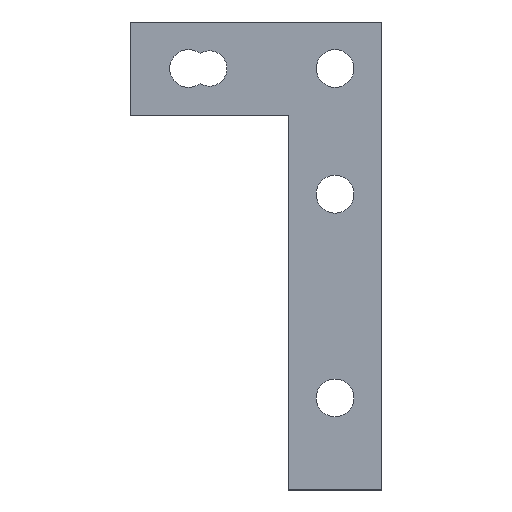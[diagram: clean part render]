
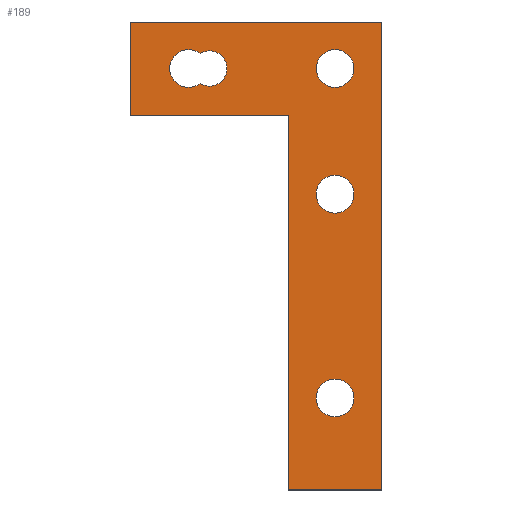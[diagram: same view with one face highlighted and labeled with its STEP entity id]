
A CAD part, top view. The second image highlights one B-rep face of the part: STEP entity #189.
In plain terms, the highlighted planar face has unit normal (0, 0, 1).
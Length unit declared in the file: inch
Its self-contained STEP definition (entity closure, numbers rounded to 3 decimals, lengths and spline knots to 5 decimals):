
#4 = FACE_BOUND ( 'NONE', #179, .T. ) ;
#10 = VERTEX_POINT ( 'NONE', #579 ) ;
#16 = CARTESIAN_POINT ( 'NONE',  ( 1.008, 0.332, 0. ) ) ;
#17 = DIRECTION ( 'NONE',  ( 0., 0., 1. ) ) ;
#18 = DIRECTION ( 'NONE',  ( 1., 0., 0. ) ) ;
#58 = CARTESIAN_POINT ( 'NONE',  ( 0.90644, -0.763, 0. ) ) ;
#70 = CARTESIAN_POINT ( 'NONE',  ( 0.90644, 0.332, 0. ) ) ;
#71 = CARTESIAN_POINT ( 'NONE',  ( 0.758, 0.758, 0. ) ) ;
#73 = CARTESIAN_POINT ( 'NONE',  ( 0.28209, 0.92717, 0. ) ) ;
#80 = CARTESIAN_POINT ( 'NONE',  ( -0.092, 0.758, 0. ) ) ;
#81 = CARTESIAN_POINT ( 'NONE',  ( 0.90644, 1.008, 0. ) ) ;
#85 = CARTESIAN_POINT ( 'NONE',  ( 1.10957, 1.008, 0. ) ) ;
#86 = CARTESIAN_POINT ( 'NONE',  ( 0.758, -1.258, 0. ) ) ;
#89 = CARTESIAN_POINT ( 'NONE',  ( 0., 1.258, 0. ) ) ;
#95 = DIRECTION ( 'NONE',  ( -1., 0., 0. ) ) ;
#96 = CARTESIAN_POINT ( 'NONE',  ( 0.28209, 1.08883, 0. ) ) ;
#99 = CARTESIAN_POINT ( 'NONE',  ( 1.008, 1.008, 0. ) ) ;
#100 = DIRECTION ( 'NONE',  ( 0., 0., 1. ) ) ;
#101 = DIRECTION ( 'NONE',  ( 1., 0., 0. ) ) ;
#102 = CARTESIAN_POINT ( 'NONE',  ( 1.008, 1.008, 0. ) ) ;
#103 = DIRECTION ( 'NONE',  ( 0., 0., 1. ) ) ;
#104 = DIRECTION ( 'NONE',  ( 1., 0., 0. ) ) ;
#105 = CARTESIAN_POINT ( 'NONE',  ( 0.332, 1.008, 0. ) ) ;
#106 = DIRECTION ( 'NONE',  ( 0., 0., 1. ) ) ;
#107 = DIRECTION ( 'NONE',  ( 1., 0., 0. ) ) ;
#114 = CARTESIAN_POINT ( 'NONE',  ( -0.092, 1.258, 0. ) ) ;
#120 = CARTESIAN_POINT ( 'NONE',  ( 0., 0.758, 0. ) ) ;
#121 = DIRECTION ( 'NONE',  ( 0., 1., 0. ) ) ;
#122 = DIRECTION ( 'NONE',  ( -1., 0., 0. ) ) ;
#123 = CARTESIAN_POINT ( 'NONE',  ( 1.008, -0.763, 0. ) ) ;
#124 = ORIENTED_EDGE ( 'NONE', *, *, #203, .F. ) ;
#125 = DIRECTION ( 'NONE',  ( 0., 0., 1. ) ) ;
#127 = DIRECTION ( 'NONE',  ( 1., 0., 0. ) ) ;
#128 = CARTESIAN_POINT ( 'NONE',  ( 1.258, 0., 0. ) ) ;
#135 = DIRECTION ( 'NONE',  ( 0., 1., 0. ) ) ;
#138 = ORIENTED_EDGE ( 'NONE', *, *, #504, .F. ) ;
#147 = CARTESIAN_POINT ( 'NONE',  ( 0.758, 0., 0. ) ) ;
#148 = DIRECTION ( 'NONE',  ( 0., 1., 0. ) ) ;
#153 = CARTESIAN_POINT ( 'NONE',  ( 0.332, 1.008, 0. ) ) ;
#154 = DIRECTION ( 'NONE',  ( 0., 0., 1. ) ) ;
#155 = DIRECTION ( 'NONE',  ( 1., 0., 0. ) ) ;
#179 = EDGE_LOOP ( 'NONE', ( #341, #321, #396 ) ) ;
#189 = ADVANCED_FACE ( 'NONE', ( #305, #4, #572, #301, #206 ), #311, .T. ) ;
#194 = DIRECTION ( 'NONE',  ( -1., 0., 0. ) ) ;
#200 = CARTESIAN_POINT ( 'NONE',  ( 0., -1.258, 0. ) ) ;
#203 = EDGE_CURVE ( 'NONE', #286, #599, #588, .T. ) ;
#206 = FACE_BOUND ( 'NONE', #590, .T. ) ;
#215 = CARTESIAN_POINT ( 'NONE',  ( 1.258, -1.258, 0. ) ) ;
#221 = CARTESIAN_POINT ( 'NONE',  ( 0.427, 1.008, 0. ) ) ;
#224 = CARTESIAN_POINT ( 'NONE',  ( 1.008, -0.763, 0. ) ) ;
#225 = DIRECTION ( 'NONE',  ( 0., 0., 1. ) ) ;
#227 = DIRECTION ( 'NONE',  ( 1., 0., 0. ) ) ;
#229 = CARTESIAN_POINT ( 'NONE',  ( 1.258, 1.258, 0. ) ) ;
#236 = CARTESIAN_POINT ( 'NONE',  ( 1.10957, -0.763, 0. ) ) ;
#237 = CARTESIAN_POINT ( 'NONE',  ( 1.008, 0.332, 0. ) ) ;
#238 = DIRECTION ( 'NONE',  ( 0., 0., 1. ) ) ;
#239 = DIRECTION ( 'NONE',  ( 1., 0., 0. ) ) ;
#240 = CARTESIAN_POINT ( 'NONE',  ( 1.10957, 0.332, 0. ) ) ;
#244 = CARTESIAN_POINT ( 'NONE',  ( 0.2206, 1.008, 0. ) ) ;
#245 = DIRECTION ( 'NONE',  ( 0., 0., 1. ) ) ;
#246 = DIRECTION ( 'NONE',  ( 1., 0., 0. ) ) ;
#263 = ORIENTED_EDGE ( 'NONE', *, *, #428, .T. ) ;
#280 = EDGE_LOOP ( 'NONE', ( #342, #124 ) ) ;
#281 = DIRECTION ( 'NONE',  ( 0., 0., 1. ) ) ;
#286 = VERTEX_POINT ( 'NONE', #70 ) ;
#289 = CARTESIAN_POINT ( 'NONE',  ( 0., 0., 0. ) ) ;
#291 = VERTEX_POINT ( 'NONE', #58 ) ;
#292 = VERTEX_POINT ( 'NONE', #71 ) ;
#294 = VERTEX_POINT ( 'NONE', #73 ) ;
#301 = FACE_BOUND ( 'NONE', #460, .T. ) ;
#302 = ORIENTED_EDGE ( 'NONE', *, *, #446, .F. ) ;
#305 = FACE_OUTER_BOUND ( 'NONE', #488, .T. ) ;
#311 = PLANE ( 'NONE',  #421 ) ;
#312 = ORIENTED_EDGE ( 'NONE', *, *, #453, .T. ) ;
#313 = VERTEX_POINT ( 'NONE', #81 ) ;
#316 = VERTEX_POINT ( 'NONE', #80 ) ;
#321 = ORIENTED_EDGE ( 'NONE', *, *, #436, .F. ) ;
#325 = VERTEX_POINT ( 'NONE', #85 ) ;
#329 = VERTEX_POINT ( 'NONE', #86 ) ;
#341 = ORIENTED_EDGE ( 'NONE', *, *, #585, .F. ) ;
#342 = ORIENTED_EDGE ( 'NONE', *, *, #581, .F. ) ;
#351 = AXIS2_PLACEMENT_3D ( 'NONE', #244, #245, #246 ) ;
#353 = DIRECTION ( 'NONE',  ( 1., 0., 0. ) ) ;
#354 = AXIS2_PLACEMENT_3D ( 'NONE', #237, #238, #239 ) ;
#357 = AXIS2_PLACEMENT_3D ( 'NONE', #224, #225, #227 ) ;
#361 = CIRCLE ( 'NONE', #354, 0.10156 ) ;
#369 = AXIS2_PLACEMENT_3D ( 'NONE', #153, #154, #155 ) ;
#373 = AXIS2_PLACEMENT_3D ( 'NONE', #123, #125, #127 ) ;
#378 = AXIS2_PLACEMENT_3D ( 'NONE', #105, #106, #107 ) ;
#379 = AXIS2_PLACEMENT_3D ( 'NONE', #102, #103, #104 ) ;
#384 = CIRCLE ( 'NONE', #357, 0.10156 ) ;
#388 = ORIENTED_EDGE ( 'NONE', *, *, #561, .F. ) ;
#389 = AXIS2_PLACEMENT_3D ( 'NONE', #99, #100, #101 ) ;
#390 = ORIENTED_EDGE ( 'NONE', *, *, #434, .F. ) ;
#392 = ORIENTED_EDGE ( 'NONE', *, *, #435, .F. ) ;
#394 = VECTOR ( 'NONE', #194, 39.37008 ) ;
#396 = ORIENTED_EDGE ( 'NONE', *, *, #464, .F. ) ;
#401 = ORIENTED_EDGE ( 'NONE', *, *, #450, .F. ) ;
#416 = AXIS2_PLACEMENT_3D ( 'NONE', #16, #17, #18 ) ;
#420 = LINE ( 'NONE', #200, #394 ) ;
#421 = AXIS2_PLACEMENT_3D ( 'NONE', #289, #281, #353 ) ;
#428 = EDGE_CURVE ( 'NONE', #587, #10, #565, .T. ) ;
#432 = VERTEX_POINT ( 'NONE', #96 ) ;
#434 = EDGE_CURVE ( 'NONE', #325, #313, #553, .T. ) ;
#435 = EDGE_CURVE ( 'NONE', #313, #325, #563, .T. ) ;
#436 = EDGE_CURVE ( 'NONE', #571, #432, #557, .T. ) ;
#444 = EDGE_CURVE ( 'NONE', #316, #10, #544, .T. ) ;
#446 = EDGE_CURVE ( 'NONE', #586, #291, #543, .T. ) ;
#450 = EDGE_CURVE ( 'NONE', #292, #316, #538, .T. ) ;
#453 = EDGE_CURVE ( 'NONE', #522, #587, #536, .T. ) ;
#459 = EDGE_CURVE ( 'NONE', #329, #292, #524, .T. ) ;
#460 = EDGE_LOOP ( 'NONE', ( #302, #388 ) ) ;
#463 = CIRCLE ( 'NONE', #351, 0.10157 ) ;
#464 = EDGE_CURVE ( 'NONE', #294, #571, #515, .T. ) ;
#471 = ORIENTED_EDGE ( 'NONE', *, *, #444, .F. ) ;
#486 = ORIENTED_EDGE ( 'NONE', *, *, #459, .F. ) ;
#488 = EDGE_LOOP ( 'NONE', ( #471, #401, #486, #138, #312, #263 ) ) ;
#504 = EDGE_CURVE ( 'NONE', #522, #329, #420, .T. ) ;
#515 = CIRCLE ( 'NONE', #369, 0.095 ) ;
#517 = VECTOR ( 'NONE', #148, 39.37008 ) ;
#522 = VERTEX_POINT ( 'NONE', #215 ) ;
#524 = LINE ( 'NONE', #147, #517 ) ;
#530 = VECTOR ( 'NONE', #135, 39.37008 ) ;
#535 = VECTOR ( 'NONE', #122, 39.37008 ) ;
#536 = LINE ( 'NONE', #128, #530 ) ;
#538 = LINE ( 'NONE', #120, #535 ) ;
#539 = VECTOR ( 'NONE', #121, 39.37008 ) ;
#543 = CIRCLE ( 'NONE', #373, 0.10156 ) ;
#544 = LINE ( 'NONE', #114, #539 ) ;
#553 = CIRCLE ( 'NONE', #389, 0.10156 ) ;
#557 = CIRCLE ( 'NONE', #378, 0.095 ) ;
#559 = VECTOR ( 'NONE', #95, 39.37008 ) ;
#561 = EDGE_CURVE ( 'NONE', #291, #586, #384, .T. ) ;
#563 = CIRCLE ( 'NONE', #379, 0.10156 ) ;
#565 = LINE ( 'NONE', #89, #559 ) ;
#571 = VERTEX_POINT ( 'NONE', #221 ) ;
#572 = FACE_BOUND ( 'NONE', #280, .T. ) ;
#579 = CARTESIAN_POINT ( 'NONE',  ( -0.092, 1.258, 0. ) ) ;
#581 = EDGE_CURVE ( 'NONE', #599, #286, #361, .T. ) ;
#585 = EDGE_CURVE ( 'NONE', #432, #294, #463, .T. ) ;
#586 = VERTEX_POINT ( 'NONE', #236 ) ;
#587 = VERTEX_POINT ( 'NONE', #229 ) ;
#588 = CIRCLE ( 'NONE', #416, 0.10156 ) ;
#590 = EDGE_LOOP ( 'NONE', ( #390, #392 ) ) ;
#599 = VERTEX_POINT ( 'NONE', #240 ) ;
